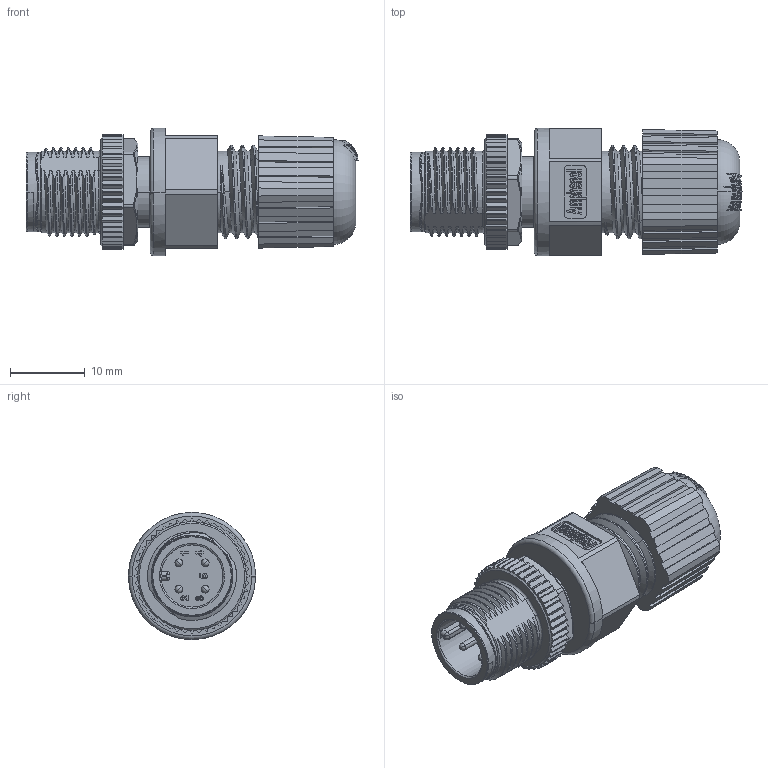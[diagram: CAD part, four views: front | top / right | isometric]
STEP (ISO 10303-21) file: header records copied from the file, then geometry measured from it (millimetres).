
FILE_DESCRIPTION((''),'2;1');
FILE_NAME('M12A-04BMMA-SL8001','2021-03-19T',('K180302'),(''),'PRO/ENGINEER BY PARAMETRIC TECHNOLOGY CORPORATION, 2013050','PRO/ENGINEER BY PARAMETRIC TECHNOLOGY CORPORATION, 2013050','');
FILE_SCHEMA(('CONFIG_CONTROL_DESIGN'));
Products named in the file (1): M12A-04BMMA-SL8001
Bounding box: 44.39 x 17 x 17 mm (x, y, z)
Volume: 4943.4 mm3; surface area: 4190.7 mm2
Topology: 1 solids, 1 shells, 1414 faces, 3914 edges, 2551 vertices
Faces by surface type: plane 510, extrusion 476, cylinder 233, bspline 84, torus 46, cone 45, sphere 20
Entity records: 63557 total; most frequent: CARTESIAN_POINT 23061, ORIENTED_EDGE 7788, DIRECTION 5283, EDGE_CURVE 3894, VERTEX_POINT 2551, VECTOR 2401, LINE 1925, B_SPLINE_CURVE_WITH_KNOTS 1858
